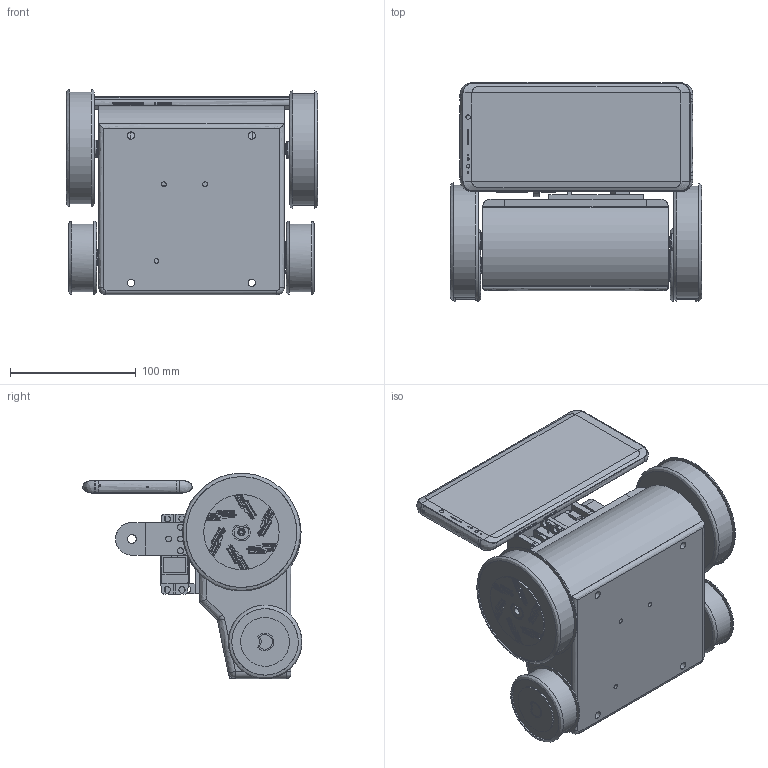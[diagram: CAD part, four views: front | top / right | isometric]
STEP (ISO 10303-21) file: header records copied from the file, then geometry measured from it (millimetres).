
FILE_DESCRIPTION(('FreeCAD Model'),'2;1');
FILE_NAME('Open CASCADE Shape Model','2025-04-25T19:50:34',('FreeCAD'),( 'FreeCAD'),'Open CASCADE STEP processor 7.6','FreeCAD','Unknown');
FILE_SCHEMA(('AUTOMOTIVE_DESIGN { 1 0 10303 214 1 1 1 1 }'));
Products named in the file (1): Open CASCADE STEP translator 7.6 1
Bounding box: 199.97 x 174.81 x 163.53 mm (x, y, z)
Volume: 1137772 mm3; surface area: 366813.6 mm2
Topology: 50 solids, 50 shells, 3052 faces, 7880 edges, 5120 vertices
Faces by surface type: bspline 3052
Entity records: 132222 total; most frequent: CARTESIAN_POINT 85363, ORIENTED_EDGE 15686, EDGE_CURVE 7843, B_SPLINE_CURVE_WITH_KNOTS 6008, VERTEX_POINT 5120, FACE_BOUND 3488, EDGE_LOOP 3488, ADVANCED_FACE 3052
